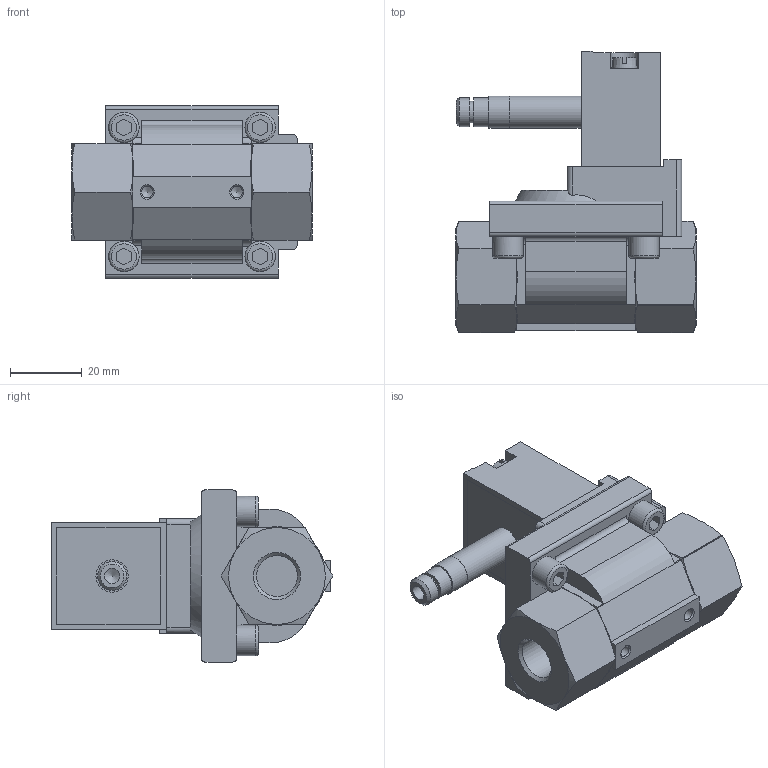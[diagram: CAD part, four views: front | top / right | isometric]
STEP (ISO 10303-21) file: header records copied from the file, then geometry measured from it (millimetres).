
FILE_DESCRIPTION(/* description */ ('STEP AP214'),/* implementation_level */ '2;1');
FILE_NAME(/* name */ '161725_MN1H-2-1_4-MS',/* time_stamp */ '2024-09-06T18:19:36+02:00',/* author */ ('License CC BY-ND 4.0'),/* organization */ ('CADENAS'),/* preprocessor_version */ 'ST-DEVELOPER v19.3',/* originating_system */ 'PARTsolutions',/* authorisation */ ' ');
FILE_SCHEMA (('AUTOMOTIVE_DESIGN {1 0 10303 214 3 1 1}'));
Length unit declared in the file: millimetre
Products named in the file (1): 161725 MN1H-2-1/4-MS
Bounding box: 67 x 78.59 x 48 mm (x, y, z)
Volume: 102441.5 mm3; surface area: 20475.6 mm2
Topology: 1 solids, 1 shells, 230 faces, 581 edges, 372 vertices
Faces by surface type: plane 154, cylinder 39, cone 33, torus 4
Full cylindrical faces by diameter (mm): 3.242 x2, 4 x1, 4.3 x1, 6 x1, 8.1 x2, 8.46 x4, 8.9 x1, 9 x1, 11.445 x2
Entity records: 8326 total; most frequent: CARTESIAN_POINT 1394, ORIENTED_EDGE 1082, DIRECTION 1056, EDGE_CURVE 541, AXIS2_PLACEMENT_3D 368, VERTEX_POINT 364, LINE 320, VECTOR 320
